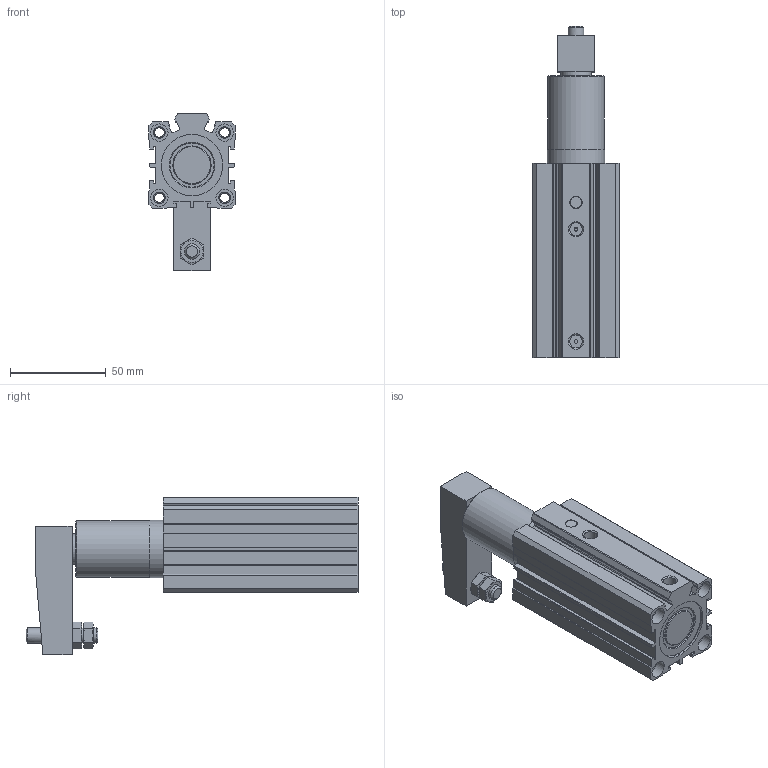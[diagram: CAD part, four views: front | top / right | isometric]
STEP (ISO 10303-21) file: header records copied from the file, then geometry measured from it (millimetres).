
FILE_DESCRIPTION(/* description */ ('STEP AP214'),/* implementation_level */ '2;1');
FILE_NAME(/* name */ 'QCKL32x30S(013.5)',/* time_stamp */ '2023-10-05T11:37:57+02:00',/* author */ ('License CC BY-ND 4.0'),/* organization */ ('CADENAS'),/* preprocessor_version */ 'ST-DEVELOPER v19.3',/* originating_system */ 'PARTsolutions',/* authorisation */ ' ');
FILE_SCHEMA (('AUTOMOTIVE_DESIGN { 1 0 10303 214 3 1 1 }','AUTOMOTIVE_DESIGN {1 0 10303 214 3 1 1}'));
Length unit declared in the file: millimetre
Products named in the file (4): QCKL32x30S(013.5); QCKL32x30-S(013.5)_r; QCKL32x30-S0_b; QCKL32x30S_013.5d
Assembly tree (3 placements, depth 2):
  QCKL32x30S(013.5)
    QCKL32x30-S(013.5)_r
    QCKL32x30-S0_b
    QCKL32x30S_013.5d
Bounding box: 45 x 173 x 82 mm (x, y, z)
Volume: 205879.2 mm3; surface area: 70276.2 mm2
Topology: 2 solids, 2 shells, 246 faces, 590 edges, 387 vertices
Faces by surface type: plane 130, cylinder 91, cone 25
Full cylindrical faces by diameter (mm): 2 x2, 4.917 x8, 5 x4, 6 x1, 6.647 x2, 8 x3, 9 x8, 16 x3, 16.5 x1, 20 x1, 23 x1, 29.5 x1, 30 x1, 32 x3, 34 x2, 35.7 x1
Entity records: 6976 total; most frequent: CARTESIAN_POINT 1268, DIRECTION 1197, ORIENTED_EDGE 1038, EDGE_CURVE 519, AXIS2_PLACEMENT_3D 455, VERTEX_POINT 382, EDGE_LOOP 363, FACE_BOUND 363
